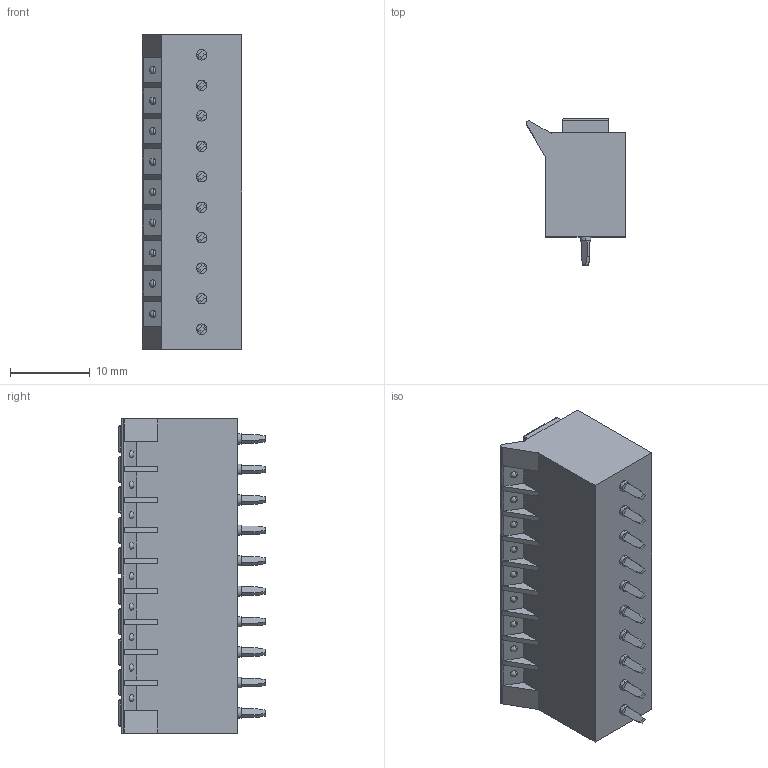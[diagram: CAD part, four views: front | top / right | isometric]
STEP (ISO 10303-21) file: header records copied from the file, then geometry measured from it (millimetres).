
FILE_DESCRIPTION(('SolidDesigner STEP Export'),'1');
FILE_NAME('idc_0.3-10-3.81.stp','2000-10-18T16:49:40',(''),(''), 'SolidDesigner STEP processor Version: 7.0(Mar 1999)for AP214(CD)(Solid Model)', 'CoCreate SolidDesigner: 08.01 19-Jun-2000(C) CoCreate Software GmbH','');
FILE_SCHEMA(('AUTOMOTIVE_DESIGN_CC2 {1 2 10303 214 -1 1 5 1}'));
Length unit declared in the file: millimetre
Products named in the file (2): idc_0.3-10-3.81
Assembly tree (1 placements, depth 2):
  idc_0.3-10-3.81
    idc_0.3-10-3.81
Bounding box: 12.4 x 18.3 x 39.29 mm (x, y, z)
Volume: 5179.2 mm3; surface area: 3951.5 mm2
Topology: 1 solids, 1 shells, 845 faces, 2226 edges, 1388 vertices
Faces by surface type: plane 492, cylinder 266, torus 50, sphere 27, cone 10
Entity records: 34380 total; most frequent: CARTESIAN_POINT 7598, ORIENTED_EDGE 4416, DIRECTION 3946, EDGE_CURVE 2208, VERTEX_POINT 1388, VECTOR 1334, LINE 1334, AXIS2_PLACEMENT_3D 1306
